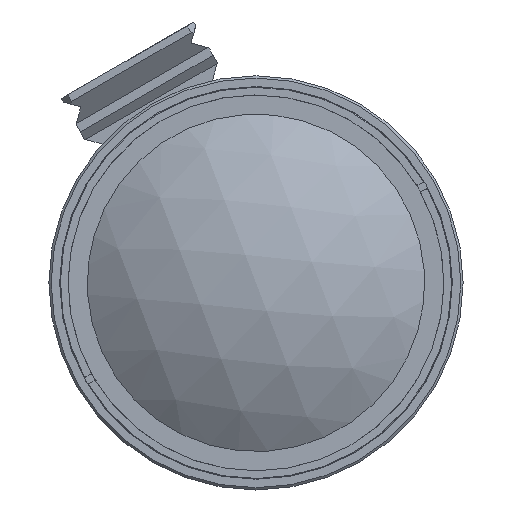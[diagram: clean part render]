
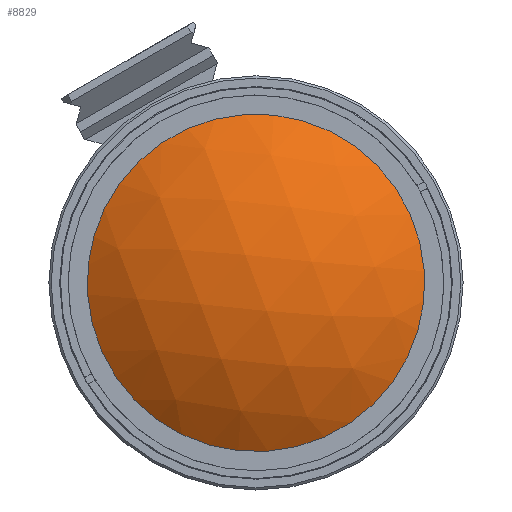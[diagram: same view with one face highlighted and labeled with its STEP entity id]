
A CAD part, front view. The second image highlights one B-rep face of the part: STEP entity #8829.
In plain terms, the highlighted spherical face has radius 36.997 mm.
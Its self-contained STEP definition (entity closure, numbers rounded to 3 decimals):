
#153=SPHERICAL_SURFACE('',#9346,36.997);
#2254=FACE_OUTER_BOUND('',#2759,.T.);
#2759=EDGE_LOOP('',(#5798));
#3338=CIRCLE('',#9343,22.);
#3627=VERTEX_POINT('',#12454);
#4495=EDGE_CURVE('',#3627,#3627,#3338,.T.);
#5798=ORIENTED_EDGE('',*,*,#4495,.T.);
#8829=ADVANCED_FACE('',(#2254),#153,.T.);
#9343=AXIS2_PLACEMENT_3D('',#12455,#10178,#10179);
#9346=AXIS2_PLACEMENT_3D('',#12459,#10184,#10185);
#10178=DIRECTION('center_axis',(0.,-1.,0.));
#10179=DIRECTION('ref_axis',(0.276,0.,0.961));
#10184=DIRECTION('center_axis',(-0.934,0.,
-0.356));
#10185=DIRECTION('ref_axis',(0.,-1.,0.));
#12454=CARTESIAN_POINT('',(-6.078,-23.988,-21.144));
#12455=CARTESIAN_POINT('Origin',(0.,-23.988,
0.));
#12459=CARTESIAN_POINT('Origin',(0.,5.757,
0.));
